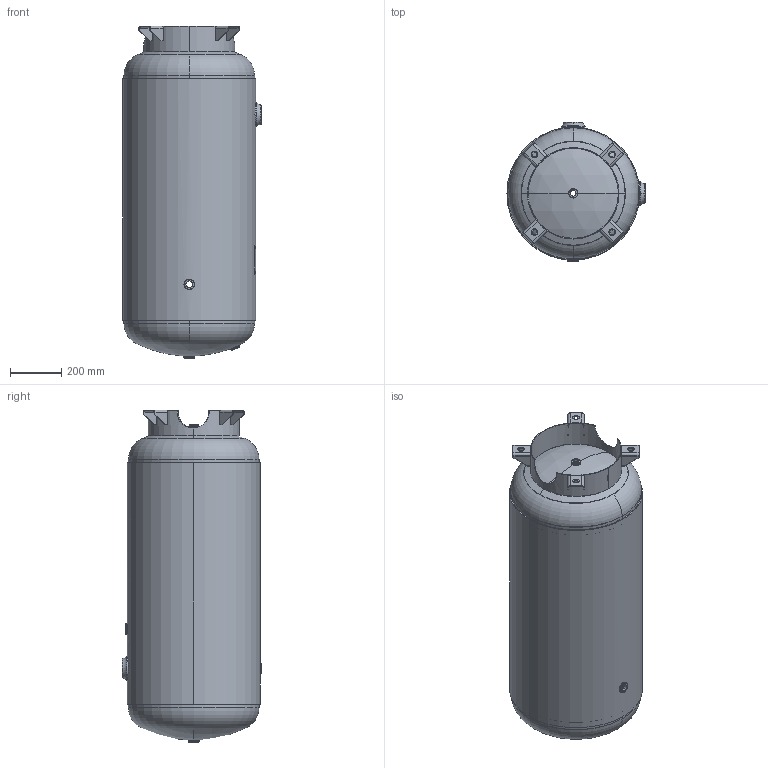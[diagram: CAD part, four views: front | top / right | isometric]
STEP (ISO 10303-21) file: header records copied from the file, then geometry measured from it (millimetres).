
FILE_DESCRIPTION (( 'STEP AP203' ), '1' );
FILE_NAME ('302410.STEP', '2012-02-03T23:33:21', ( '' ), ( '' ), 'SwSTEP 2.0', 'SolidWorks 2011', '' );
FILE_SCHEMA (( 'CONFIG_CONTROL_DESIGN' ));
Length unit declared in the file: inch
Products named in the file (1): 302410
Bounding box: 536.96 x 543.59 x 1291.48 mm (x, y, z)
Surface area: 4307812.6 mm2 (no closed solid volume)
Topology: 0 solids, 25 shells, 232 faces, 608 edges, 395 vertices
Faces by surface type: plane 97, cylinder 77, torus 40, bspline 14, sphere 4
Full cylindrical faces by diameter (mm): 508 x1, 515.823 x1
Entity records: 10429 total; most frequent: CARTESIAN_POINT 4684, DIRECTION 1236, ORIENTED_EDGE 1043, EDGE_CURVE 608, AXIS2_PLACEMENT_3D 482, VERTEX_POINT 395, VECTOR 272, LINE 272
